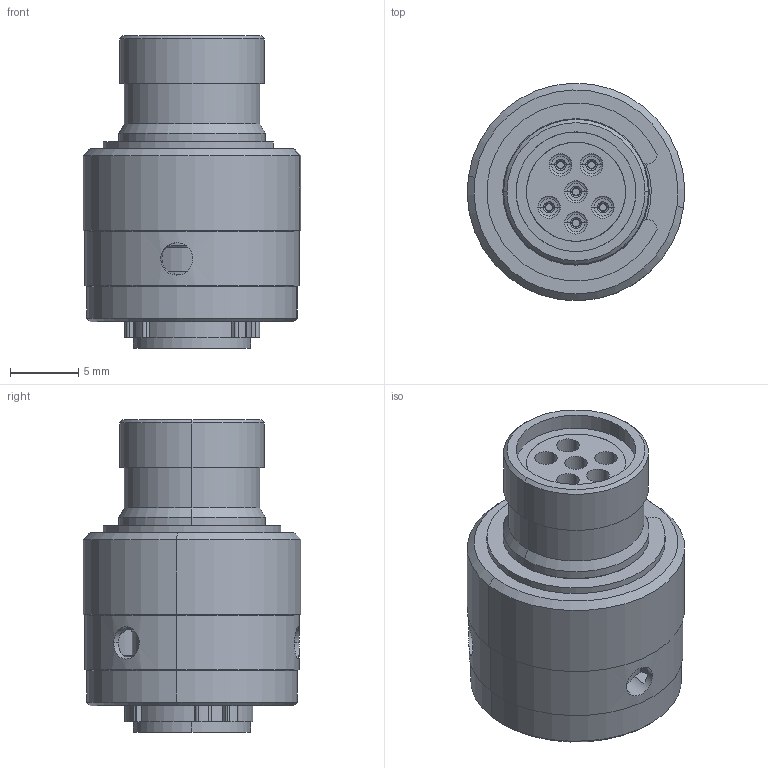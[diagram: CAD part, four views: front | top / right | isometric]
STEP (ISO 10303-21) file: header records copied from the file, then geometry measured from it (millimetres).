
FILE_DESCRIPTION (( 'STEP AP214' ), '1' );
FILE_NAME ('AS607-35PA.STEP', '2013-05-14T13:01:21', ( 'TE Connectivity' ), ( 'TE Connectivity' ), 'SwSTEP 2.0', 'SolidWorks 2011', '' );
FILE_SCHEMA (( 'AUTOMOTIVE_DESIGN' ));
Length unit declared in the file: inch
Products named in the file (1): AS607-35PA
Bounding box: 15.99 x 15.99 x 23 mm (x, y, z)
Volume: 2510.7 mm3; surface area: 4973.9 mm2
Topology: 14 solids, 14 shells, 805 faces, 1750 edges, 1035 vertices
Faces by surface type: cylinder 311, torus 244, plane 128, cone 108, bspline 12, sphere 2
Entity records: 37162 total; most frequent: CARTESIAN_POINT 8225, DIRECTION 4358, ORIENTED_EDGE 3468, AXIS2_PLACEMENT_3D 1944, EDGE_CURVE 1734, CIRCLE 1150, VERTEX_POINT 1033, EDGE_LOOP 941
